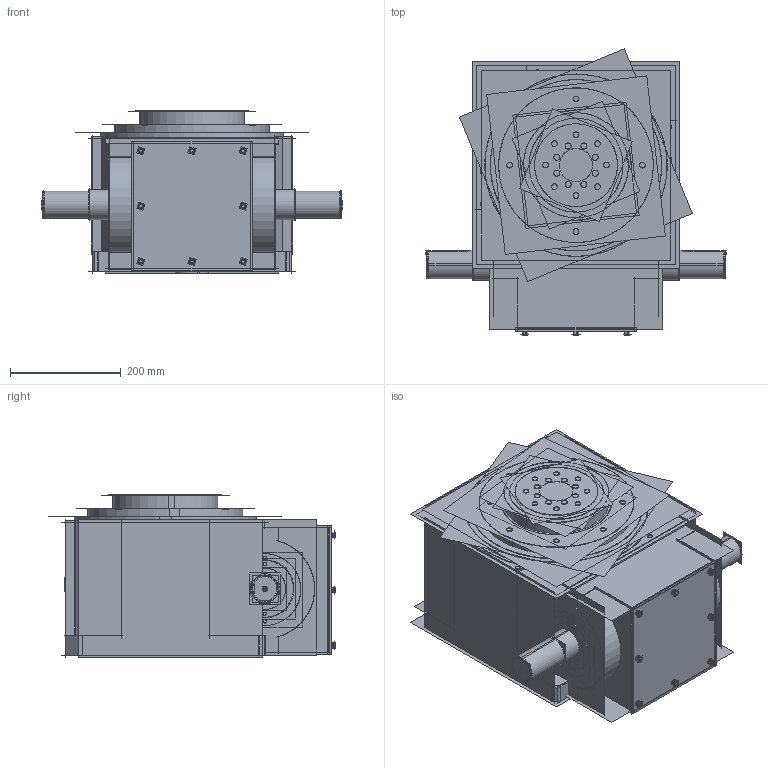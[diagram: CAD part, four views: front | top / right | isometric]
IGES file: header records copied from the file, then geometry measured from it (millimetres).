
Start section:  PTC IGES file: jz-180dt.igs
Global section: file name: jz-180dt.igs; native system: Creo Parametric by PTC Inc.; preprocessor: 2019010; author: DELL; organization: Unknown; date: 20240321.160200; units: millimetre
Bounding box: 543.2 x 517.77 x 295.92 mm (x, y, z)
Surface area: 5440219.1 mm2 (no closed solid volume)
Topology: 0 solids, 0 shells, 1132 faces, 18321 edges, 24101 vertices
Faces by surface type: revolution 576, bspline 556
